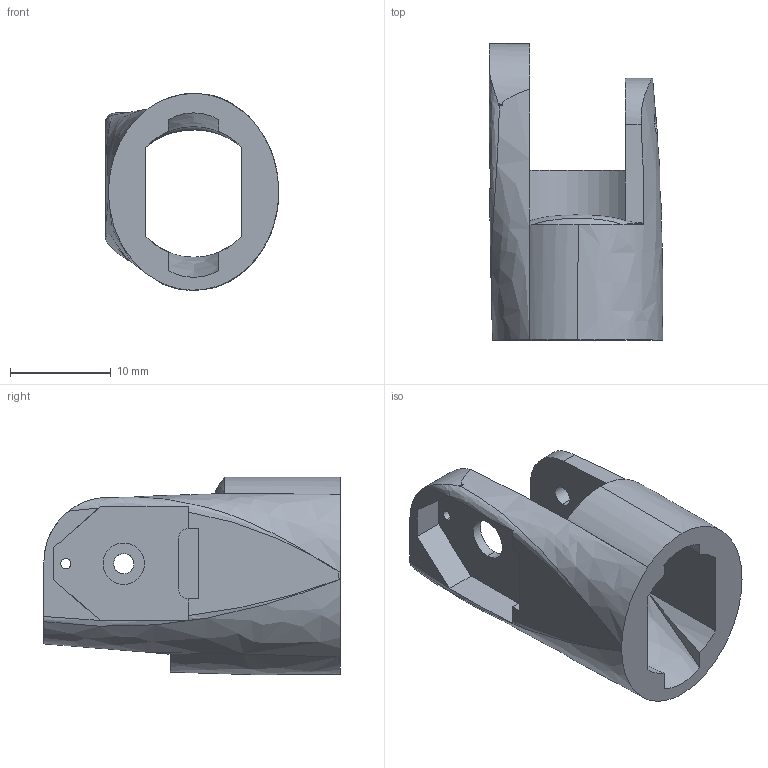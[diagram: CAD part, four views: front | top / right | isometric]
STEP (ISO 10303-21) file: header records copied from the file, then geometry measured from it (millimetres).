
FILE_DESCRIPTION (( 'STEP AP203' ), '1' );
FILE_NAME ('PP - D L.STEP', '2017-08-02T03:01:18', ( '' ), ( '' ), 'SwSTEP 2.0', 'SolidWorks 2016', '' );
FILE_SCHEMA (( 'CONFIG_CONTROL_DESIGN' ));
Length unit declared in the file: millimetre
Products named in the file (1): PP - D L
Bounding box: 17.24 x 29.43 x 19.61 mm (x, y, z)
Volume: 2867.6 mm3; surface area: 2673.1 mm2
Topology: 1 solids, 1 shells, 64 faces, 175 edges, 111 vertices
Faces by surface type: plane 26, bspline 20, cylinder 15, torus 3
Entity records: 3608 total; most frequent: CARTESIAN_POINT 2112, ORIENTED_EDGE 350, DIRECTION 211, EDGE_CURVE 175, VERTEX_POINT 111, AXIS2_PLACEMENT_3D 74, EDGE_LOOP 72, B_SPLINE_CURVE_WITH_KNOTS 70
